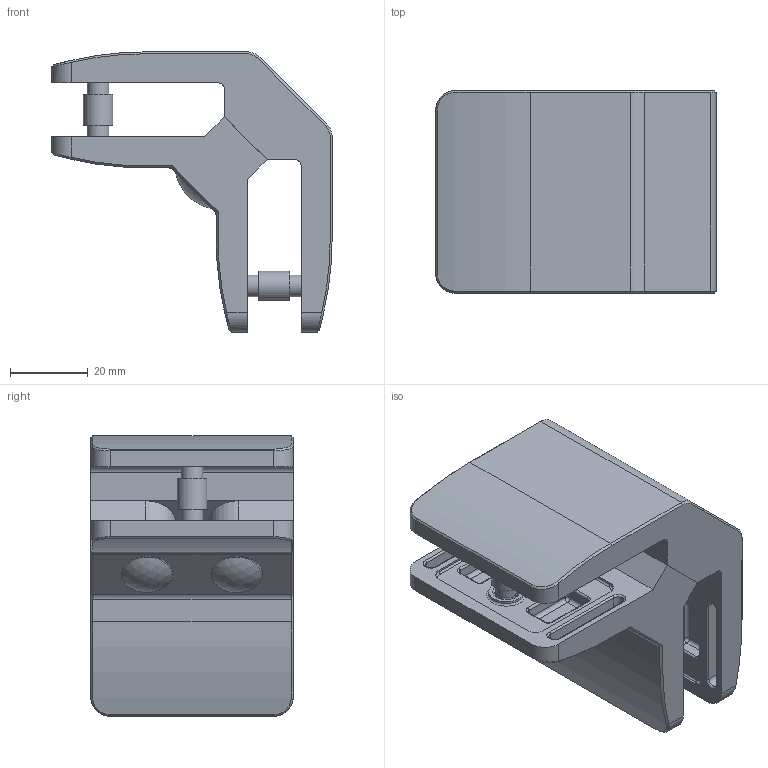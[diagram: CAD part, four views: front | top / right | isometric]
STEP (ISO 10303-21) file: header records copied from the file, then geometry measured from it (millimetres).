
FILE_DESCRIPTION (( 'STEP AP203' ), '1' );
FILE_NAME ('24-V2A-90.STEP', '2020-03-31T09:30:07', ( '' ), ( '' ), 'SwSTEP 2.0', 'SolidWorks 2015', '' );
FILE_SCHEMA (( 'CONFIG_CONTROL_DESIGN' ));
Length unit declared in the file: millimetre
Products named in the file (18): 24-Kappe_24-Kappe; 24-XXX-90 Teil2; 24-Stift Teil1; 24-V2A-90; 24-Stift Teil2; 24-Stift Teil2_24-Stift; 24-Stift Teil1_24-Stift; 24-XXX-90 Teil1_24-V2A-90 Teil1; socket countersunk head screw_din; 24-Kappe; socket countersunk head screw_din_DIN 7991 - M6 x 25 --- 25S; 24-XXX-90 Teil2_24-V2A-90 Teil2; 24-XXX-90 Teil1
Assembly tree (11 placements, depth 2):
  24-XXX-90 Teil2
  24-Stift Teil1
  24-Stift Teil1
  24-V2A-90
    24-XXX-90 Teil1
  24-Stift Teil2
Bounding box: 72 x 52 x 72 mm (x, y, z)
Volume: 88686.5 mm3; surface area: 36877.1 mm2
Topology: 10 solids, 10 shells, 1595 faces, 3910 edges, 2399 vertices
Faces by surface type: plane 693, cylinder 341, bspline 265, cone 140, torus 106, sphere 50
Full cylindrical faces by diameter (mm): 1.8 x2, 2.5 x1, 3 x1, 4 x2, 4.6 x1, 5 x2, 5.6 x4, 6 x46, 6.5 x2, 7 x2, 7.6 x2, 9 x2, 10 x2, 11.57 x2, 12.5 x2
Entity records: 47519 total; most frequent: CARTESIAN_POINT 18763, ORIENTED_EDGE 5628, DIRECTION 5255, EDGE_CURVE 2814, AXIS2_PLACEMENT_3D 1828, VERTEX_POINT 1793, VECTOR 1599, LINE 1599
